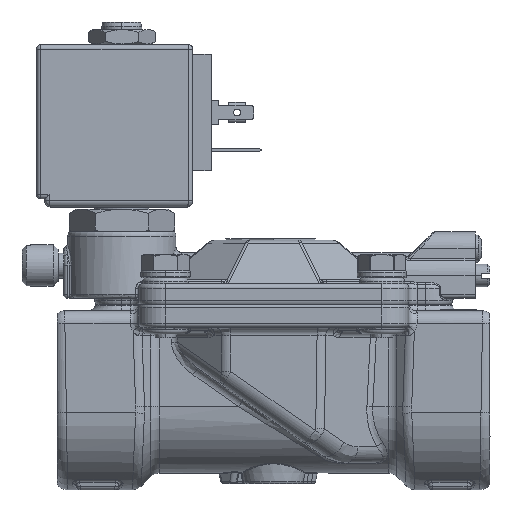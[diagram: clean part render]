
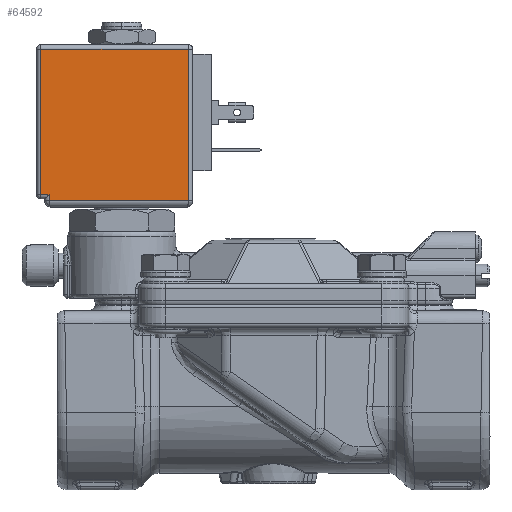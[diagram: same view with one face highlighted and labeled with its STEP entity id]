
A CAD part, front view. The second image highlights one B-rep face of the part: STEP entity #64592.
In plain terms, the highlighted face is planar.
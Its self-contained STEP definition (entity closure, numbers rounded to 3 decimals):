
#61997=DIRECTION('',(0.,-1.,0.));
#61998=VECTOR('',#61997,36.5);
#61999=CARTESIAN_POINT('',(-16.,33.,-15.));
#62000=LINE('',#61999,#61998);
#62004=DIRECTION('',(-1.,0.,0.));
#62005=VECTOR('',#62004,33.5);
#62006=CARTESIAN_POINT('',(17.5,-3.5,
-15.));
#62007=LINE('',#62006,#62005);
#62011=DIRECTION('',(0.,-1.,0.));
#62012=VECTOR('',#62011,1.5);
#62013=CARTESIAN_POINT('',(17.5,-2.,-15.));
#62014=LINE('',#62013,#62012);
#62018=DIRECTION('',(-1.,0.,0.));
#62019=VECTOR('',#62018,2.);
#62020=CARTESIAN_POINT('',(19.5,-2.,-15.));
#62021=LINE('',#62020,#62019);
#62025=DIRECTION('',(0.,-1.,0.));
#62026=VECTOR('',#62025,35.);
#62027=CARTESIAN_POINT('',(19.5,33.,-15.));
#62028=LINE('',#62027,#62026);
#62032=DIRECTION('',(1.,0.,0.));
#62033=VECTOR('',#62032,35.5);
#62034=CARTESIAN_POINT('',(-16.,33.,-15.));
#62035=LINE('',#62034,#62033);
#64088=CARTESIAN_POINT('',(-16.,33.,-15.));
#64089=CARTESIAN_POINT('',(-16.,-3.5,
-15.));
#64090=VERTEX_POINT('',#64088);
#64091=VERTEX_POINT('',#64089);
#64106=CARTESIAN_POINT('',(17.5,-3.5,
-15.));
#64107=VERTEX_POINT('',#64106);
#64134=CARTESIAN_POINT('',(19.5,33.,-15.));
#64135=VERTEX_POINT('',#64134);
#64136=CARTESIAN_POINT('',(19.5,-2.,-15.));
#64137=VERTEX_POINT('',#64136);
#64142=CARTESIAN_POINT('',(17.5,-2.,-15.));
#64143=VERTEX_POINT('',#64142);
#64574=CARTESIAN_POINT('',(0.,34.,-15.));
#64575=DIRECTION('',(0.,0.,1.));
#64576=DIRECTION('',(1.,0.,0.));
#64577=AXIS2_PLACEMENT_3D('',#64574,#64575,#64576);
#64578=PLANE('',#64577);
#64580=ORIENTED_EDGE('',*,*,#64579,.T.);
#64582=ORIENTED_EDGE('',*,*,#64581,.F.);
#64584=ORIENTED_EDGE('',*,*,#64583,.F.);
#64585=ORIENTED_EDGE('',*,*,#64564,.F.);
#64587=ORIENTED_EDGE('',*,*,#64586,.F.);
#64589=ORIENTED_EDGE('',*,*,#64588,.F.);
#64590=EDGE_LOOP('',(#64580,#64582,#64584,#64585,#64587,#64589));
#64591=FACE_OUTER_BOUND('',#64590,.F.);
#64592=ADVANCED_FACE('',(#64591),#64578,.F.);
#64564=EDGE_CURVE('',#64137,#64143,#62021,.T.);
#64579=EDGE_CURVE('',#64090,#64091,#62000,.T.);
#64581=EDGE_CURVE('',#64107,#64091,#62007,.T.);
#64583=EDGE_CURVE('',#64143,#64107,#62014,.T.);
#64586=EDGE_CURVE('',#64135,#64137,#62028,.T.);
#64588=EDGE_CURVE('',#64090,#64135,#62035,.T.);
